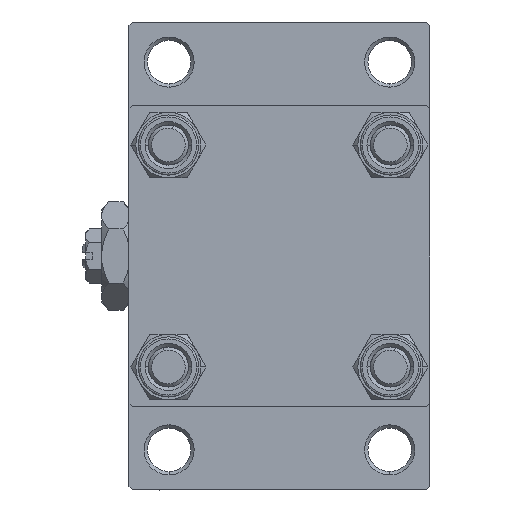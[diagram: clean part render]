
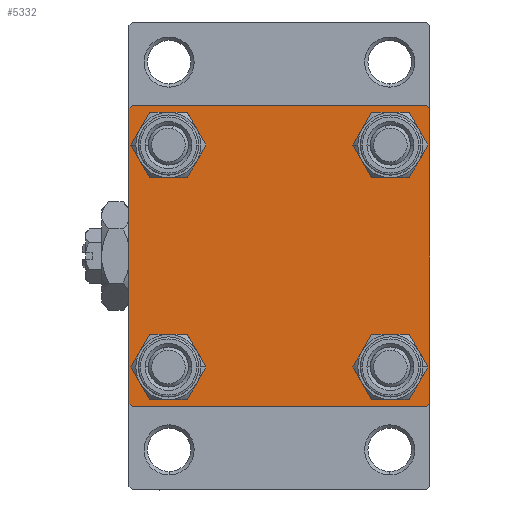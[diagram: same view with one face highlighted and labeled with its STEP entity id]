
A CAD part, left-side view. The second image highlights one B-rep face of the part: STEP entity #5332.
In plain terms, the highlighted planar face has unit normal (-1, 0, 0).
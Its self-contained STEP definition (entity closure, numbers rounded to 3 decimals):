
#881 = ORIENTED_EDGE ( 'NONE', *, *, #26707, .T. ) ;
#1002 = FACE_BOUND ( 'NONE', #41826, .T. ) ;
#1351 = AXIS2_PLACEMENT_3D ( 'NONE', #41702, #14794, #31388 ) ;
#1689 = VERTEX_POINT ( 'NONE', #31102 ) ;
#2106 = ORIENTED_EDGE ( 'NONE', *, *, #49299, .T. ) ;
#2416 = CARTESIAN_POINT ( 'NONE',  ( 0., 22.5, -22.5 ) ) ;
#2431 = AXIS2_PLACEMENT_3D ( 'NONE', #25326, #14143, #28585 ) ;
#2536 = CIRCLE ( 'NONE', #13718, 3.5 ) ;
#2654 = ORIENTED_EDGE ( 'NONE', *, *, #45605, .T. ) ;
#2851 = EDGE_CURVE ( 'NONE', #39645, #13257, #35063, .T. ) ;
#2932 = ORIENTED_EDGE ( 'NONE', *, *, #23241, .T. ) ;
#3006 = ORIENTED_EDGE ( 'NONE', *, *, #2851, .T. ) ;
#3051 = CARTESIAN_POINT ( 'NONE',  ( 0., 22.25, -22.25 ) ) ;
#4158 = VECTOR ( 'NONE', #33544, 1000. ) ;
#4622 = ORIENTED_EDGE ( 'NONE', *, *, #44944, .T. ) ;
#4735 = FACE_BOUND ( 'NONE', #19021, .T. ) ;
#4884 = LINE ( 'NONE', #8855, #9105 ) ;
#5026 = ORIENTED_EDGE ( 'NONE', *, *, #32425, .F. ) ;
#5332 = ADVANCED_FACE ( 'NONE', ( #4735, #1002, #37950, #16200, #16447 ), #37705, .T. ) ;
#5568 = ORIENTED_EDGE ( 'NONE', *, *, #31641, .T. ) ;
#5603 = CARTESIAN_POINT ( 'NONE',  ( 0., -16.6, 20.1 ) ) ;
#5676 = ORIENTED_EDGE ( 'NONE', *, *, #11442, .T. ) ;
#5688 = CARTESIAN_POINT ( 'NONE',  ( 0., -16.6, 16.6 ) ) ;
#5909 = CIRCLE ( 'NONE', #44130, 3.5 ) ;
#6828 = VERTEX_POINT ( 'NONE', #31697 ) ;
#6891 = DIRECTION ( 'NONE',  ( 0., 0.707, 0.707 ) ) ;
#6982 = DIRECTION ( 'NONE',  ( 0., 0., -1. ) ) ;
#7574 = VECTOR ( 'NONE', #24266, 1000. ) ;
#7907 = DIRECTION ( 'NONE',  ( 1., 0., 0. ) ) ;
#8155 = CARTESIAN_POINT ( 'NONE',  ( 0., 16.6, 16.6 ) ) ;
#8575 = LINE ( 'NONE', #20033, #7574 ) ;
#8590 = ORIENTED_EDGE ( 'NONE', *, *, #17901, .T. ) ;
#8741 = CARTESIAN_POINT ( 'NONE',  ( 0., 16.6, 20.1 ) ) ;
#8765 = VECTOR ( 'NONE', #6982, 1000. ) ;
#8855 = CARTESIAN_POINT ( 'NONE',  ( 0., 22.5, 22.5 ) ) ;
#9105 = VECTOR ( 'NONE', #19826, 1000. ) ;
#9574 = AXIS2_PLACEMENT_3D ( 'NONE', #47998, #44738, #48247 ) ;
#9791 = CIRCLE ( 'NONE', #37660, 3.5 ) ;
#9805 = CARTESIAN_POINT ( 'NONE',  ( 0., -16.6, -13.1 ) ) ;
#10221 = EDGE_LOOP ( 'NONE', ( #16519, #15179 ) ) ;
#10268 = DIRECTION ( 'NONE',  ( 0., -0.707, -0.707 ) ) ;
#10527 = CARTESIAN_POINT ( 'NONE',  ( 0., 22.5, 22. ) ) ;
#11162 = CIRCLE ( 'NONE', #9574, 3.5 ) ;
#11442 = EDGE_CURVE ( 'NONE', #34837, #22611, #21256, .T. ) ;
#11608 = VERTEX_POINT ( 'NONE', #39184 ) ;
#11998 = CARTESIAN_POINT ( 'NONE',  ( 0., 16.6, -20.1 ) ) ;
#12796 = CIRCLE ( 'NONE', #2431, 3.5 ) ;
#13257 = VERTEX_POINT ( 'NONE', #5603 ) ;
#13304 = CARTESIAN_POINT ( 'NONE',  ( 0., 16.6, 13.1 ) ) ;
#13582 = AXIS2_PLACEMENT_3D ( 'NONE', #15674, #38599, #42349 ) ;
#13718 = AXIS2_PLACEMENT_3D ( 'NONE', #8155, #7907, #34810 ) ;
#14143 = DIRECTION ( 'NONE',  ( 1., 0., 0. ) ) ;
#14190 = CARTESIAN_POINT ( 'NONE',  ( 0., -16.6, 13.1 ) ) ;
#14230 = CARTESIAN_POINT ( 'NONE',  ( 0., 16.6, -16.6 ) ) ;
#14794 = DIRECTION ( 'NONE',  ( -1., 0., 0. ) ) ;
#14884 = EDGE_CURVE ( 'NONE', #15242, #30667, #18384, .T. ) ;
#15179 = ORIENTED_EDGE ( 'NONE', *, *, #14884, .T. ) ;
#15242 = VERTEX_POINT ( 'NONE', #11998 ) ;
#15326 = VECTOR ( 'NONE', #6891, 1000. ) ;
#15400 = VECTOR ( 'NONE', #17613, 1000. ) ;
#15674 = CARTESIAN_POINT ( 'NONE',  ( 0., -16.6, 16.6 ) ) ;
#15965 = VERTEX_POINT ( 'NONE', #10527 ) ;
#16200 = FACE_BOUND ( 'NONE', #22894, .T. ) ;
#16447 = FACE_OUTER_BOUND ( 'NONE', #37664, .T. ) ;
#16519 = ORIENTED_EDGE ( 'NONE', *, *, #27001, .T. ) ;
#17089 = CIRCLE ( 'NONE', #35397, 3.5 ) ;
#17613 = DIRECTION ( 'NONE',  ( 0., -1., 0. ) ) ;
#17901 = EDGE_CURVE ( 'NONE', #11608, #24994, #12796, .T. ) ;
#18384 = CIRCLE ( 'NONE', #46261, 3.5 ) ;
#18712 = CARTESIAN_POINT ( 'NONE',  ( 0., 22., -22.5 ) ) ;
#19021 = EDGE_LOOP ( 'NONE', ( #2932, #3006 ) ) ;
#19032 = LINE ( 'NONE', #2416, #15400 ) ;
#19178 = LINE ( 'NONE', #41376, #8765 ) ;
#19826 = DIRECTION ( 'NONE',  ( 0., 0., -1. ) ) ;
#20033 = CARTESIAN_POINT ( 'NONE',  ( 0., 22.25, 22.25 ) ) ;
#20552 = EDGE_CURVE ( 'NONE', #1689, #29102, #25815, .T. ) ;
#20591 = EDGE_CURVE ( 'NONE', #6828, #29102, #41042, .T. ) ;
#20925 = ORIENTED_EDGE ( 'NONE', *, *, #20591, .T. ) ;
#21256 = LINE ( 'NONE', #29730, #26235 ) ;
#22611 = VERTEX_POINT ( 'NONE', #22770 ) ;
#22679 = EDGE_CURVE ( 'NONE', #29044, #34837, #19032, .T. ) ;
#22770 = CARTESIAN_POINT ( 'NONE',  ( 0., -22.5, -22. ) ) ;
#22894 = EDGE_LOOP ( 'NONE', ( #5568, #48872 ) ) ;
#23053 = ORIENTED_EDGE ( 'NONE', *, *, #20552, .F. ) ;
#23241 = EDGE_CURVE ( 'NONE', #13257, #39645, #9791, .T. ) ;
#23507 = DIRECTION ( 'NONE',  ( 0., 0., 1. ) ) ;
#24137 = DIRECTION ( 'NONE',  ( 1., 0., 0. ) ) ;
#24266 = DIRECTION ( 'NONE',  ( 0., 0.707, -0.707 ) ) ;
#24993 = DIRECTION ( 'NONE',  ( 0., -0.707, 0.707 ) ) ;
#24994 = VERTEX_POINT ( 'NONE', #9805 ) ;
#25326 = CARTESIAN_POINT ( 'NONE',  ( 0., -16.6, -16.6 ) ) ;
#25815 = LINE ( 'NONE', #49285, #4158 ) ;
#26235 = VECTOR ( 'NONE', #24993, 1000. ) ;
#26257 = CARTESIAN_POINT ( 'NONE',  ( 0., 16.6, -16.6 ) ) ;
#26551 = CARTESIAN_POINT ( 'NONE',  ( 0., -22.25, 22.25 ) ) ;
#26707 = EDGE_CURVE ( 'NONE', #1689, #15965, #8575, .T. ) ;
#27001 = EDGE_CURVE ( 'NONE', #30667, #15242, #17089, .T. ) ;
#28585 = DIRECTION ( 'NONE',  ( 0., 0., 1. ) ) ;
#28671 = DIRECTION ( 'NONE',  ( 0., 0., 1. ) ) ;
#29044 = VERTEX_POINT ( 'NONE', #18712 ) ;
#29102 = VERTEX_POINT ( 'NONE', #41652 ) ;
#29730 = CARTESIAN_POINT ( 'NONE',  ( 0., -22.25, -22.25 ) ) ;
#29931 = VECTOR ( 'NONE', #10268, 1000. ) ;
#30667 = VERTEX_POINT ( 'NONE', #40348 ) ;
#31102 = CARTESIAN_POINT ( 'NONE',  ( 0., 22., 22.5 ) ) ;
#31388 = DIRECTION ( 'NONE',  ( 0., 0., 1. ) ) ;
#31641 = EDGE_CURVE ( 'NONE', #41035, #36707, #11162, .T. ) ;
#31697 = CARTESIAN_POINT ( 'NONE',  ( 0., -22.5, 22. ) ) ;
#32425 = EDGE_CURVE ( 'NONE', #6828, #22611, #19178, .T. ) ;
#33544 = DIRECTION ( 'NONE',  ( 0., -1., 0. ) ) ;
#33687 = LINE ( 'NONE', #3051, #29931 ) ;
#34258 = VERTEX_POINT ( 'NONE', #35841 ) ;
#34810 = DIRECTION ( 'NONE',  ( 0., 0., 1. ) ) ;
#34837 = VERTEX_POINT ( 'NONE', #45604 ) ;
#34954 = ORIENTED_EDGE ( 'NONE', *, *, #22679, .T. ) ;
#35063 = CIRCLE ( 'NONE', #13582, 3.5 ) ;
#35209 = CARTESIAN_POINT ( 'NONE',  ( 0., -16.6, -16.6 ) ) ;
#35397 = AXIS2_PLACEMENT_3D ( 'NONE', #14230, #47899, #28671 ) ;
#35841 = CARTESIAN_POINT ( 'NONE',  ( 0., 22.5, -22. ) ) ;
#36243 = EDGE_CURVE ( 'NONE', #36707, #41035, #2536, .T. ) ;
#36707 = VERTEX_POINT ( 'NONE', #13304 ) ;
#37660 = AXIS2_PLACEMENT_3D ( 'NONE', #5688, #24137, #47090 ) ;
#37664 = EDGE_LOOP ( 'NONE', ( #2654, #2106, #34954, #5676, #5026, #20925, #23053, #881 ) ) ;
#37705 = PLANE ( 'NONE',  #1351 ) ;
#37950 = FACE_BOUND ( 'NONE', #10221, .T. ) ;
#38223 = DIRECTION ( 'NONE',  ( 0., 0., 1. ) ) ;
#38599 = DIRECTION ( 'NONE',  ( 1., 0., 0. ) ) ;
#39184 = CARTESIAN_POINT ( 'NONE',  ( 0., -16.6, -20.1 ) ) ;
#39645 = VERTEX_POINT ( 'NONE', #14190 ) ;
#40348 = CARTESIAN_POINT ( 'NONE',  ( 0., 16.6, -13.1 ) ) ;
#41035 = VERTEX_POINT ( 'NONE', #8741 ) ;
#41042 = LINE ( 'NONE', #26551, #15326 ) ;
#41376 = CARTESIAN_POINT ( 'NONE',  ( 0., -22.5, 22.5 ) ) ;
#41493 = DIRECTION ( 'NONE',  ( 1., 0., 0. ) ) ;
#41652 = CARTESIAN_POINT ( 'NONE',  ( 0., -22., 22.5 ) ) ;
#41702 = CARTESIAN_POINT ( 'NONE',  ( 0., 0., 0. ) ) ;
#41826 = EDGE_LOOP ( 'NONE', ( #4622, #8590 ) ) ;
#42349 = DIRECTION ( 'NONE',  ( 0., 0., 1. ) ) ;
#44130 = AXIS2_PLACEMENT_3D ( 'NONE', #35209, #46459, #23507 ) ;
#44738 = DIRECTION ( 'NONE',  ( 1., 0., 0. ) ) ;
#44944 = EDGE_CURVE ( 'NONE', #24994, #11608, #5909, .T. ) ;
#45604 = CARTESIAN_POINT ( 'NONE',  ( 0., -22., -22.5 ) ) ;
#45605 = EDGE_CURVE ( 'NONE', #15965, #34258, #4884, .T. ) ;
#46261 = AXIS2_PLACEMENT_3D ( 'NONE', #26257, #41493, #38223 ) ;
#46459 = DIRECTION ( 'NONE',  ( 1., 0., 0. ) ) ;
#47090 = DIRECTION ( 'NONE',  ( 0., 0., 1. ) ) ;
#47899 = DIRECTION ( 'NONE',  ( 1., 0., 0. ) ) ;
#47998 = CARTESIAN_POINT ( 'NONE',  ( 0., 16.6, 16.6 ) ) ;
#48247 = DIRECTION ( 'NONE',  ( 0., 0., 1. ) ) ;
#48872 = ORIENTED_EDGE ( 'NONE', *, *, #36243, .T. ) ;
#49285 = CARTESIAN_POINT ( 'NONE',  ( 0., 22.5, 22.5 ) ) ;
#49299 = EDGE_CURVE ( 'NONE', #34258, #29044, #33687, .T. ) ;
